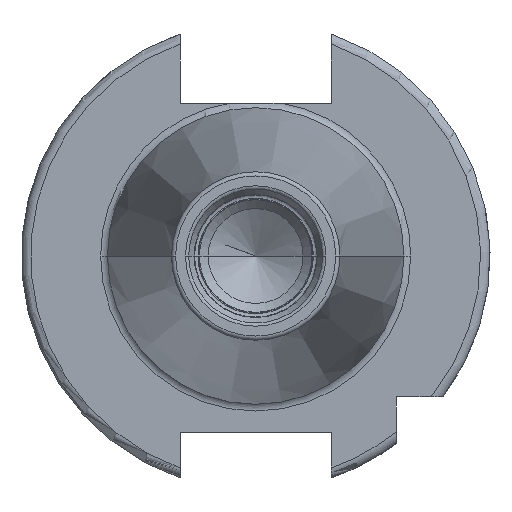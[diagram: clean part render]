
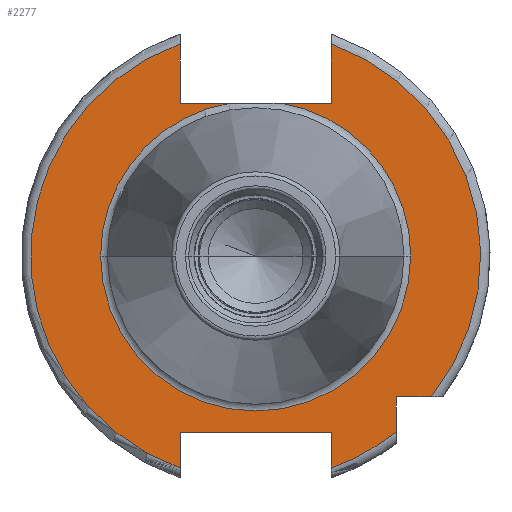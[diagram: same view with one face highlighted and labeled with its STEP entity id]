
A CAD part, left-side view. The second image highlights one B-rep face of the part: STEP entity #2277.
In plain terms, the highlighted planar face has unit normal (-1, 0, 0).
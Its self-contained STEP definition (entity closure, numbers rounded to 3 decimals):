
#106=CARTESIAN_POINT('',(3.2,0.,0.));
#107=DIRECTION('',(-1.,0.,0.));
#108=DIRECTION('',(0.,1.,0.));
#109=AXIS2_PLACEMENT_3D('',#106,#107,#108);
#122=CARTESIAN_POINT('',(3.2,0.,0.));
#123=DIRECTION('',(1.,0.,0.));
#124=DIRECTION('',(0.,-0.164,0.986));
#125=AXIS2_PLACEMENT_3D('',#122,#123,#124);
#127=CARTESIAN_POINT('',(3.2,0.,0.));
#128=DIRECTION('',(1.,0.,0.));
#129=DIRECTION('',(0.,1.,0.));
#130=AXIS2_PLACEMENT_3D('',#127,#128,#129);
#749=CARTESIAN_POINT('',(3.2,0.,0.));
#750=DIRECTION('',(-1.,0.,0.));
#751=DIRECTION('',(0.,-0.78,-0.625));
#752=AXIS2_PLACEMENT_3D('',#749,#750,#751);
#765=CARTESIAN_POINT('',(3.2,0.,0.));
#766=DIRECTION('',(-1.,0.,0.));
#767=DIRECTION('',(0.,0.336,0.942));
#768=AXIS2_PLACEMENT_3D('',#765,#766,#767);
#797=DIRECTION('',(0.,0.,1.));
#798=VECTOR('',#797,3.799);
#799=CARTESIAN_POINT('',(3.2,8.05,-22.599));
#800=LINE('',#799,#798);
#801=DIRECTION('',(0.,0.,-1.));
#802=VECTOR('',#801,6.299);
#803=CARTESIAN_POINT('',(3.2,8.05,22.599));
#804=LINE('',#803,#802);
#805=DIRECTION('',(0.,1.,0.));
#806=VECTOR('',#805,5.332);
#807=CARTESIAN_POINT('',(3.2,2.718,16.3));
#808=LINE('',#807,#806);
#809=DIRECTION('',(0.,1.,0.));
#810=VECTOR('',#809,5.332);
#811=CARTESIAN_POINT('',(3.2,-8.05,16.3));
#812=LINE('',#811,#810);
#813=DIRECTION('',(0.,0.,-1.));
#814=VECTOR('',#813,6.299);
#815=CARTESIAN_POINT('',(3.2,-8.05,22.599));
#816=LINE('',#815,#814);
#817=DIRECTION('',(0.,1.,0.));
#818=VECTOR('',#817,3.722);
#819=CARTESIAN_POINT('',(3.2,-18.722,-15.));
#820=LINE('',#819,#818);
#821=DIRECTION('',(0.,0.,1.));
#822=VECTOR('',#821,3.722);
#823=CARTESIAN_POINT('',(3.2,-15.,-18.722));
#824=LINE('',#823,#822);
#825=CARTESIAN_POINT('',(3.2,0.,0.));
#826=DIRECTION('',(-1.,0.,0.));
#827=DIRECTION('',(0.,-0.336,-0.942));
#828=AXIS2_PLACEMENT_3D('',#825,#826,#827);
#830=DIRECTION('',(0.,0.,1.));
#831=VECTOR('',#830,3.799);
#832=CARTESIAN_POINT('',(3.2,-8.05,-22.599));
#833=LINE('',#832,#831);
#834=DIRECTION('',(0.,-1.,0.));
#835=VECTOR('',#834,16.1);
#836=CARTESIAN_POINT('',(3.2,8.05,-18.8));
#837=LINE('',#836,#835);
#1160=CARTESIAN_POINT('',(3.2,16.525,0.));
#1162=VERTEX_POINT('',#1160);
#1166=CARTESIAN_POINT('',(3.2,-16.525,0.));
#1168=VERTEX_POINT('',#1166);
#1332=CARTESIAN_POINT('',(3.2,8.05,-22.599));
#1333=CARTESIAN_POINT('',(3.2,8.05,-18.8));
#1334=VERTEX_POINT('',#1332);
#1335=VERTEX_POINT('',#1333);
#1336=CARTESIAN_POINT('',(3.2,-8.05,-18.8));
#1337=VERTEX_POINT('',#1336);
#1338=CARTESIAN_POINT('',(3.2,-8.05,-22.599));
#1339=VERTEX_POINT('',#1338);
#1340=CARTESIAN_POINT('',(3.2,-8.05,22.599));
#1341=CARTESIAN_POINT('',(3.2,-8.05,16.3));
#1342=VERTEX_POINT('',#1340);
#1343=VERTEX_POINT('',#1341);
#1344=CARTESIAN_POINT('',(3.2,-2.718,16.3));
#1345=VERTEX_POINT('',#1344);
#1346=CARTESIAN_POINT('',(3.2,2.718,16.3));
#1347=CARTESIAN_POINT('',(3.2,8.05,16.3));
#1348=VERTEX_POINT('',#1346);
#1349=VERTEX_POINT('',#1347);
#1350=CARTESIAN_POINT('',(3.2,8.05,22.599));
#1351=VERTEX_POINT('',#1350);
#1352=CARTESIAN_POINT('',(3.2,-15.,-18.722));
#1353=CARTESIAN_POINT('',(3.2,-15.,-15.));
#1354=VERTEX_POINT('',#1352);
#1355=VERTEX_POINT('',#1353);
#1356=CARTESIAN_POINT('',(3.2,-18.722,-15.));
#1357=VERTEX_POINT('',#1356);
#2254=CARTESIAN_POINT('',(3.2,0.,0.));
#2255=DIRECTION('',(1.,0.,0.));
#2256=DIRECTION('',(0.,-1.,0.));
#2257=AXIS2_PLACEMENT_3D('',#2254,#2255,#2256);
#2258=PLANE('',#2257);
#2259=ORIENTED_EDGE('',*,*,#1631,.F.);
#2260=ORIENTED_EDGE('',*,*,#2246,.F.);
#2261=ORIENTED_EDGE('',*,*,#2082,.T.);
#2262=ORIENTED_EDGE('',*,*,#1576,.F.);
#2263=ORIENTED_EDGE('',*,*,#1559,.F.);
#2264=ORIENTED_EDGE('',*,*,#1542,.T.);
#2265=ORIENTED_EDGE('',*,*,#1554,.F.);
#2266=ORIENTED_EDGE('',*,*,#1573,.F.);
#2267=ORIENTED_EDGE('',*,*,#2201,.F.);
#2268=ORIENTED_EDGE('',*,*,#2235,.F.);
#2269=ORIENTED_EDGE('',*,*,#2145,.T.);
#2270=ORIENTED_EDGE('',*,*,#1832,.F.);
#2271=ORIENTED_EDGE('',*,*,#2221,.F.);
#2272=ORIENTED_EDGE('',*,*,#1766,.T.);
#2274=ORIENTED_EDGE('',*,*,#2273,.F.);
#2275=EDGE_LOOP('',(#2259,#2260,#2261,#2262,#2263,#2264,#2265,#2266,#2267,#2268,
#2269,#2270,#2271,#2272,#2274));
#2276=FACE_OUTER_BOUND('',#2275,.F.);
#2277=ADVANCED_FACE('',(#2276),#2258,.F.);
#110=CIRCLE('',#109,16.525);
#126=CIRCLE('',#125,16.525);
#131=CIRCLE('',#130,16.525);
#753=CIRCLE('',#752,23.99);
#769=CIRCLE('',#768,23.99);
#829=CIRCLE('',#828,23.99);
#1542=EDGE_CURVE('',#1162,#1168,#110,.T.);
#1554=EDGE_CURVE('',#1345,#1168,#126,.T.);
#1559=EDGE_CURVE('',#1162,#1348,#131,.T.);
#1573=EDGE_CURVE('',#1343,#1345,#812,.T.);
#1576=EDGE_CURVE('',#1348,#1349,#808,.T.);
#1631=EDGE_CURVE('',#1334,#1335,#800,.T.);
#1766=EDGE_CURVE('',#1339,#1337,#833,.T.);
#1832=EDGE_CURVE('',#1354,#1355,#824,.T.);
#2082=EDGE_CURVE('',#1351,#1349,#804,.T.);
#2145=EDGE_CURVE('',#1357,#1355,#820,.T.);
#2201=EDGE_CURVE('',#1342,#1343,#816,.T.);
#2221=EDGE_CURVE('',#1339,#1354,#829,.T.);
#2235=EDGE_CURVE('',#1357,#1342,#753,.T.);
#2246=EDGE_CURVE('',#1351,#1334,#769,.T.);
#2273=EDGE_CURVE('',#1335,#1337,#837,.T.);
